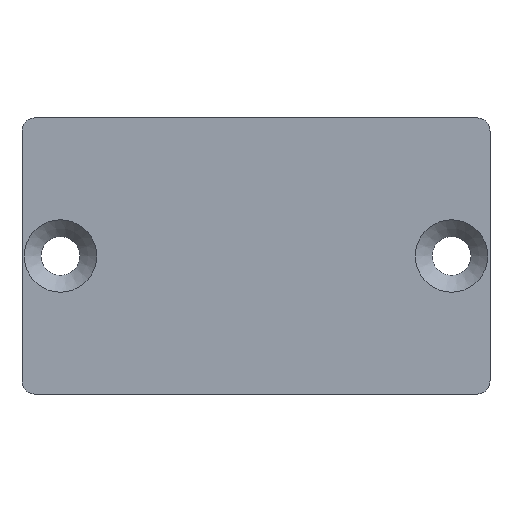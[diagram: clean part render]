
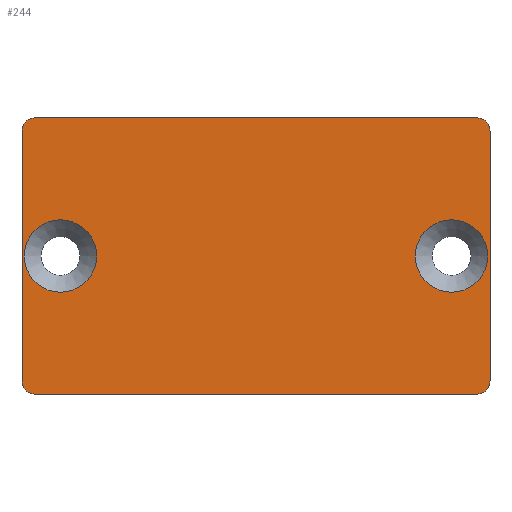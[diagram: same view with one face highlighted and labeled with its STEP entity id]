
A CAD part, top view. The second image highlights one B-rep face of the part: STEP entity #244.
In plain terms, the highlighted planar face has unit normal (0, 0, 1).
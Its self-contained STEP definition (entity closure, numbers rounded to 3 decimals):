
#20=PLANE('',#280);
#25=LINE('',#386,#41);
#31=LINE('',#406,#47);
#34=LINE('',#414,#50);
#36=LINE('',#420,#52);
#41=VECTOR('',#315,10.);
#47=VECTOR('',#335,10.);
#50=VECTOR('',#344,10.);
#52=VECTOR('',#352,10.);
#65=FACE_BOUND('',#101,.T.);
#66=FACE_BOUND('',#102,.T.);
#80=FACE_OUTER_BOUND('',#100,.T.);
#100=EDGE_LOOP('',(#219,#220,#221,#222,#223,#224,#225,#226));
#101=EDGE_LOOP('',(#227));
#102=EDGE_LOOP('',(#228));
#103=CIRCLE('',#254,3.25);
#106=CIRCLE('',#259,3.25);
#110=CIRCLE('',#265,1.2);
#114=CIRCLE('',#272,1.2);
#115=CIRCLE('',#275,1.2);
#116=CIRCLE('',#278,1.2);
#117=VERTEX_POINT('',#357);
#120=VERTEX_POINT('',#365);
#125=VERTEX_POINT('',#376);
#126=VERTEX_POINT('',#378);
#128=VERTEX_POINT('',#384);
#134=VERTEX_POINT('',#400);
#135=VERTEX_POINT('',#404);
#136=VERTEX_POINT('',#408);
#137=VERTEX_POINT('',#412);
#138=VERTEX_POINT('',#416);
#139=EDGE_CURVE('',#117,#117,#103,.T.);
#142=EDGE_CURVE('',#120,#120,#106,.T.);
#147=EDGE_CURVE('',#125,#126,#110,.T.);
#151=EDGE_CURVE('',#128,#125,#25,.T.);
#159=EDGE_CURVE('',#134,#128,#114,.T.);
#161=EDGE_CURVE('',#135,#134,#31,.T.);
#162=EDGE_CURVE('',#136,#135,#115,.T.);
#165=EDGE_CURVE('',#137,#136,#34,.T.);
#167=EDGE_CURVE('',#138,#137,#116,.T.);
#168=EDGE_CURVE('',#126,#138,#36,.T.);
#219=ORIENTED_EDGE('',*,*,#147,.F.);
#220=ORIENTED_EDGE('',*,*,#151,.F.);
#221=ORIENTED_EDGE('',*,*,#159,.F.);
#222=ORIENTED_EDGE('',*,*,#161,.F.);
#223=ORIENTED_EDGE('',*,*,#162,.F.);
#224=ORIENTED_EDGE('',*,*,#165,.F.);
#225=ORIENTED_EDGE('',*,*,#167,.F.);
#226=ORIENTED_EDGE('',*,*,#168,.F.);
#227=ORIENTED_EDGE('',*,*,#139,.T.);
#228=ORIENTED_EDGE('',*,*,#142,.T.);
#244=ADVANCED_FACE('',(#80,#65,#66),#20,.T.);
#254=AXIS2_PLACEMENT_3D('',#358,#285,#286);
#259=AXIS2_PLACEMENT_3D('',#366,#295,#296);
#265=AXIS2_PLACEMENT_3D('',#379,#308,#309);
#272=AXIS2_PLACEMENT_3D('',#402,#330,#331);
#275=AXIS2_PLACEMENT_3D('',#409,#338,#339);
#278=AXIS2_PLACEMENT_3D('',#418,#348,#349);
#280=AXIS2_PLACEMENT_3D('',#421,#353,#354);
#285=DIRECTION('center_axis',(0.,0.,-1.));
#286=DIRECTION('ref_axis',(1.,0.,0.));
#295=DIRECTION('center_axis',(0.,0.,-1.));
#296=DIRECTION('ref_axis',(1.,0.,0.));
#308=DIRECTION('center_axis',(0.,0.,-1.));
#309=DIRECTION('ref_axis',(0.707,-0.707,0.));
#315=DIRECTION('',(0.,-1.,0.));
#330=DIRECTION('center_axis',(0.,0.,-1.));
#331=DIRECTION('ref_axis',(0.707,0.707,0.));
#335=DIRECTION('',(1.,0.,0.));
#338=DIRECTION('center_axis',(0.,0.,-1.));
#339=DIRECTION('ref_axis',(-0.707,0.707,0.));
#344=DIRECTION('',(0.,1.,0.));
#348=DIRECTION('center_axis',(0.,0.,-1.));
#349=DIRECTION('ref_axis',(-0.707,-0.707,0.));
#352=DIRECTION('',(-1.,0.,0.));
#353=DIRECTION('center_axis',(0.,0.,1.));
#354=DIRECTION('ref_axis',(1.,0.,0.));
#357=CARTESIAN_POINT('',(20.8,0.,1.));
#358=CARTESIAN_POINT('Origin',(17.55,0.,1.));
#365=CARTESIAN_POINT('',(-14.3,0.,1.));
#366=CARTESIAN_POINT('Origin',(-17.55,0.,1.));
#376=CARTESIAN_POINT('',(21.,-11.2,1.));
#378=CARTESIAN_POINT('',(19.8,-12.4,1.));
#379=CARTESIAN_POINT('Origin',(19.8,-11.2,1.));
#384=CARTESIAN_POINT('',(21.,11.2,1.));
#386=CARTESIAN_POINT('',(21.,12.4,1.));
#400=CARTESIAN_POINT('',(19.8,12.4,1.));
#402=CARTESIAN_POINT('Origin',(19.8,11.2,1.));
#404=CARTESIAN_POINT('',(-19.8,12.4,1.));
#406=CARTESIAN_POINT('',(-21.,12.4,1.));
#408=CARTESIAN_POINT('',(-21.,11.2,1.));
#409=CARTESIAN_POINT('Origin',(-19.8,11.2,1.));
#412=CARTESIAN_POINT('',(-21.,-11.2,1.));
#414=CARTESIAN_POINT('',(-21.,-12.4,1.));
#416=CARTESIAN_POINT('',(-19.8,-12.4,1.));
#418=CARTESIAN_POINT('Origin',(-19.8,-11.2,1.));
#420=CARTESIAN_POINT('',(21.,-12.4,1.));
#421=CARTESIAN_POINT('Origin',(0.,0.,1.));
